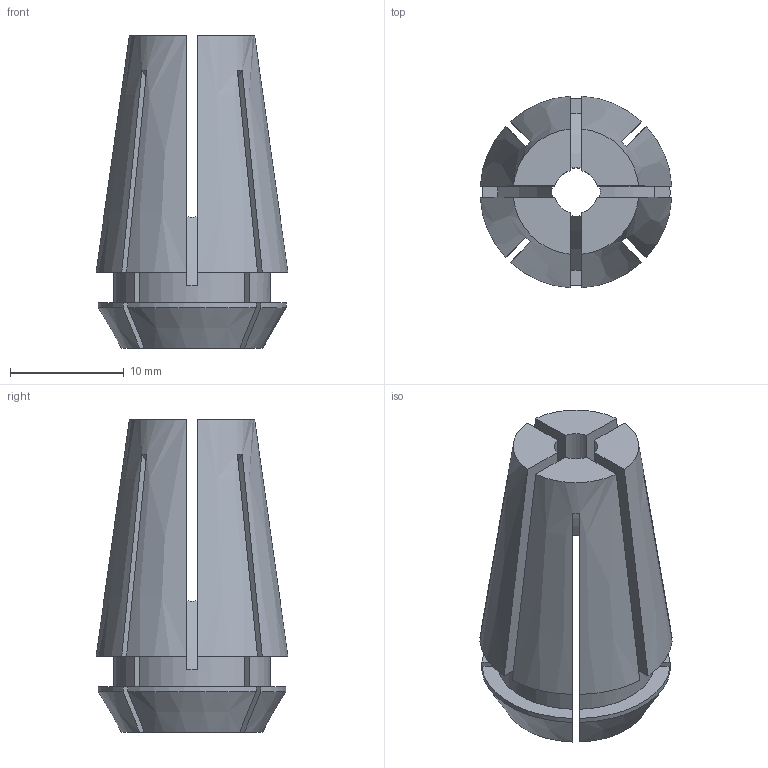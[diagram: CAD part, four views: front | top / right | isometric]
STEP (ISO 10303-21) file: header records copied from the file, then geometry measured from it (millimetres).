
FILE_DESCRIPTION (( 'STEP AP203' ), '1' );
FILE_NAME ('STP-05320-168.STEP', '2020-08-21T06:38:15', ( '' ), ( '' ), 'SwSTEP 2.0', 'SolidWorks 2017', '' );
FILE_SCHEMA (( 'CONFIG_CONTROL_DESIGN' ));
Length unit declared in the file: millimetre
Products named in the file (1): STP-05320-168
Bounding box: 16.9 x 16.9 x 27.5 mm (x, y, z)
Volume: 3305.6 mm3; surface area: 3397.6 mm2
Topology: 1 solids, 1 shells, 96 faces, 287 edges, 191 vertices
Faces by surface type: plane 52, cylinder 35, cone 9
Entity records: 3431 total; most frequent: CARTESIAN_POINT 749, ORIENTED_EDGE 574, DIRECTION 536, EDGE_CURVE 287, AXIS2_PLACEMENT_3D 194, VERTEX_POINT 191, LINE 148, VECTOR 148
